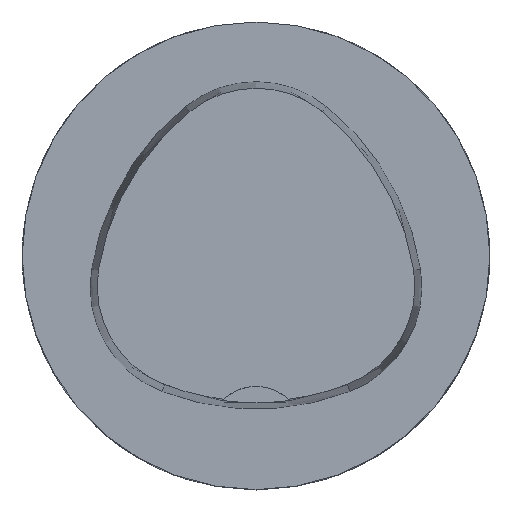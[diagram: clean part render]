
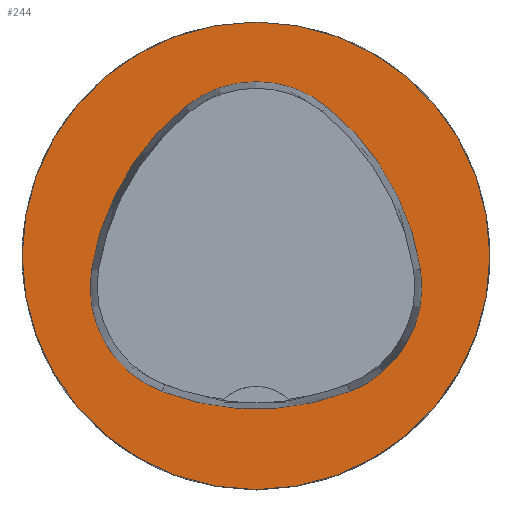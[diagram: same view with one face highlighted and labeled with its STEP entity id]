
A CAD part, top view. The second image highlights one B-rep face of the part: STEP entity #244.
In plain terms, the highlighted planar face has unit normal (0, 0, 1).
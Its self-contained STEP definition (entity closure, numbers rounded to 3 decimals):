
#133=PLANE('',#1276);
#244=ADVANCED_FACE('',(#470,#471),#133,.T.);
#470=FACE_BOUND('',#521,.T.);
#471=FACE_BOUND('',#522,.T.);
#521=EDGE_LOOP('',(#748,#749,#750,#751,#752,#753));
#522=EDGE_LOOP('',(#754));
#748=ORIENTED_EDGE('',*,*,#1052,.T.);
#749=ORIENTED_EDGE('',*,*,#1032,.T.);
#750=ORIENTED_EDGE('',*,*,#1036,.T.);
#751=ORIENTED_EDGE('',*,*,#1039,.T.);
#752=ORIENTED_EDGE('',*,*,#1042,.T.);
#753=ORIENTED_EDGE('',*,*,#1050,.T.);
#754=ORIENTED_EDGE('',*,*,#953,.F.);
#855=VERTEX_POINT('',#1686);
#909=VERTEX_POINT('',#1916);
#910=VERTEX_POINT('',#1917);
#913=VERTEX_POINT('',#1925);
#915=VERTEX_POINT('',#1931);
#917=VERTEX_POINT('',#1937);
#924=VERTEX_POINT('',#1958);
#953=EDGE_CURVE('',#855,#855,#1092,.T.);
#1032=EDGE_CURVE('',#909,#910,#1103,.T.);
#1036=EDGE_CURVE('',#910,#913,#1105,.T.);
#1039=EDGE_CURVE('',#913,#915,#1107,.T.);
#1042=EDGE_CURVE('',#915,#917,#1109,.T.);
#1050=EDGE_CURVE('',#917,#924,#1113,.T.);
#1052=EDGE_CURVE('',#924,#909,#1115,.T.);
#1092=CIRCLE('',#1196,25.);
#1103=CIRCLE('',#1254,28.);
#1105=CIRCLE('',#1257,12.);
#1107=CIRCLE('',#1260,28.);
#1109=CIRCLE('',#1263,12.);
#1113=CIRCLE('',#1268,28.);
#1115=CIRCLE('',#1271,12.);
#1196=AXIS2_PLACEMENT_3D('',#1685,#1342,#1343);
#1254=AXIS2_PLACEMENT_3D('',#1915,#1500,#1501);
#1257=AXIS2_PLACEMENT_3D('',#1924,#1508,#1509);
#1260=AXIS2_PLACEMENT_3D('',#1930,#1515,#1516);
#1263=AXIS2_PLACEMENT_3D('',#1936,#1522,#1523);
#1268=AXIS2_PLACEMENT_3D('',#1959,#1534,#1535);
#1271=AXIS2_PLACEMENT_3D('',#1962,#1540,#1541);
#1276=AXIS2_PLACEMENT_3D('',#1967,#1550,#1551);
#1342=DIRECTION('',(0.,0.,-1.));
#1343=DIRECTION('',(-1.,0.,0.));
#1500=DIRECTION('',(0.,0.,-1.));
#1501=DIRECTION('',(-1.,0.,0.));
#1508=DIRECTION('',(0.,0.,-1.));
#1509=DIRECTION('',(-1.,0.,0.));
#1515=DIRECTION('',(0.,0.,-1.));
#1516=DIRECTION('',(-1.,0.,0.));
#1522=DIRECTION('',(0.,0.,-1.));
#1523=DIRECTION('',(-1.,0.,0.));
#1534=DIRECTION('',(0.,0.,-1.));
#1535=DIRECTION('',(-1.,0.,0.));
#1540=DIRECTION('',(0.,0.,-1.));
#1541=DIRECTION('',(-1.,0.,0.));
#1550=DIRECTION('',(0.,0.,1.));
#1551=DIRECTION('',(1.,0.,0.));
#1685=CARTESIAN_POINT('',(0.,0.,0.));
#1686=CARTESIAN_POINT('',(-25.,0.,0.));
#1915=CARTESIAN_POINT('',(10.068,-5.824,0.));
#1916=CARTESIAN_POINT('',(-17.584,-1.424,0.));
#1917=CARTESIAN_POINT('',(-7.531,15.953,0.));
#1924=CARTESIAN_POINT('',(0.011,6.62,0.));
#1925=CARTESIAN_POINT('',(7.567,15.942,0.));
#1930=CARTESIAN_POINT('',(-10.063,-5.81,0.));
#1931=CARTESIAN_POINT('',(17.59,-1.418,0.));
#1936=CARTESIAN_POINT('',(5.739,-3.3,0.));
#1937=CARTESIAN_POINT('',(10.05,-14.499,0.));
#1958=CARTESIAN_POINT('',(-10.025,-14.516,0.));
#1959=CARTESIAN_POINT('',(-0.01,11.631,0.));
#1962=CARTESIAN_POINT('',(-5.733,-3.31,0.));
#1967=CARTESIAN_POINT('',(0.,0.,0.));
